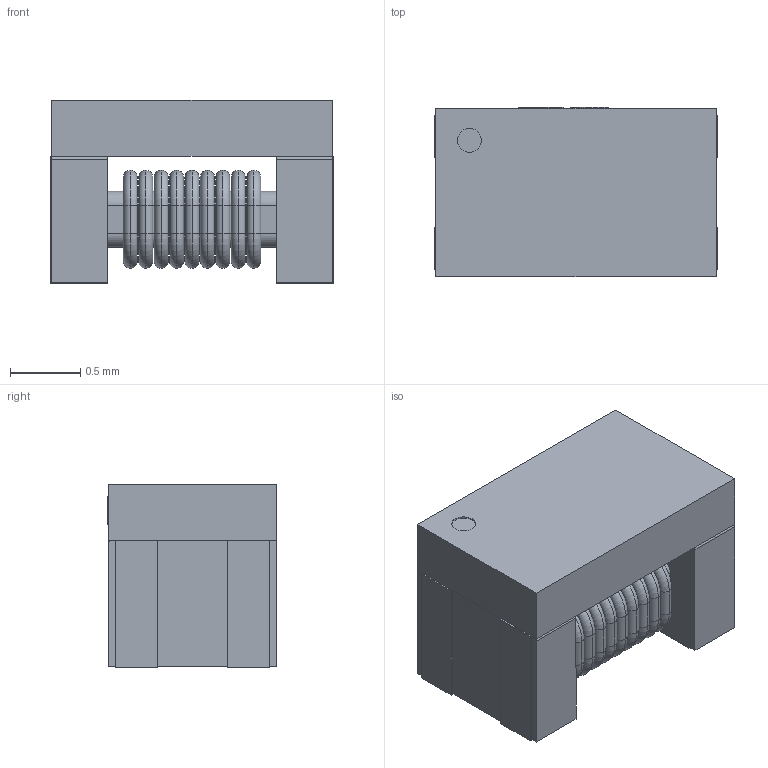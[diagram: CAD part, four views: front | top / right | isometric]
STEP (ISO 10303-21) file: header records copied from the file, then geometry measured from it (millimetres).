
FILE_DESCRIPTION (( 'STEP AP214' ), '1' );
FILE_NAME ('FILTER-SMD_2012-4P-L2.0-W1.2-H1.3-TL.step', '2022-06-24T02:49:56', ( '' ), ( '' ), 'SwSTEP 2.0', 'SolidWorks 2020', '' );
FILE_SCHEMA (( 'AUTOMOTIVE_DESIGN' ));
Length unit declared in the file: millimetre
Products named in the file (1): FILTER-SMD_2012-4P-L2.0-W1.2-H1.3-TL
Bounding box: 2.02 x 1.21 x 1.31 mm (x, y, z)
Volume: 2.7 mm3; surface area: 38 mm2
Topology: 27 solids, 27 shells, 790 faces, 1821 edges, 1064 vertices
Faces by surface type: cylinder 260, plane 218, torus 200, bspline 112
Entity records: 31502 total; most frequent: CARTESIAN_POINT 5780, ORIENTED_EDGE 3642, DIRECTION 3621, EDGE_CURVE 1821, AXIS2_PLACEMENT_3D 1349, VERTEX_POINT 1064, LINE 923, VECTOR 923
